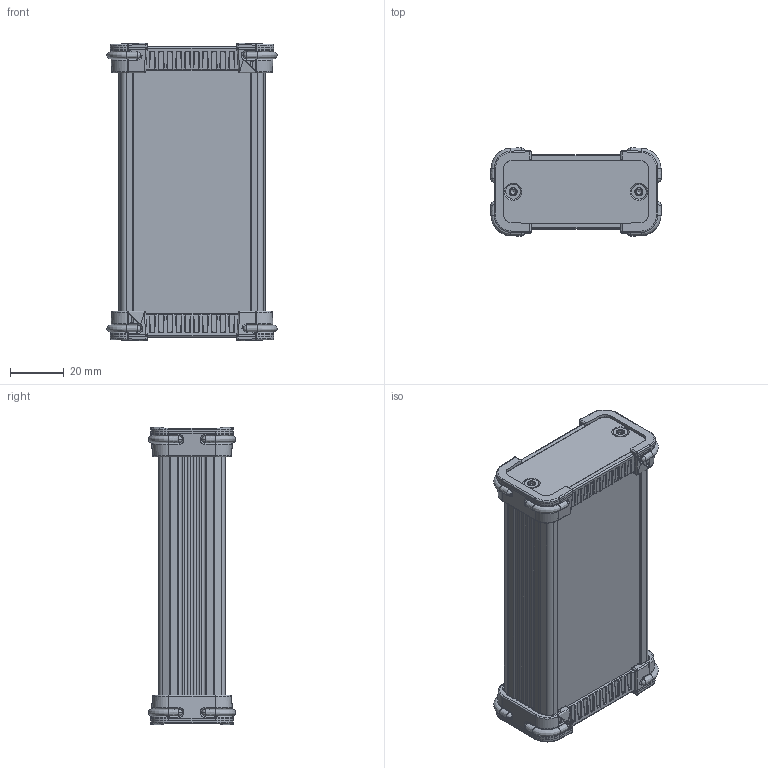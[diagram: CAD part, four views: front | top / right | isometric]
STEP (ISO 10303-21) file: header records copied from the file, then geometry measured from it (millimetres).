
FILE_DESCRIPTION((''),'2;1');
FILE_NAME('FR_55_25_100.stp','2015-02-26T11:00:51',('Lochen'),(''),'Autodesk Inventor 2012','Autodesk Inventor 2012','');
FILE_SCHEMA(('AUTOMOTIVE_DESIGN { 1 0 10303 214 1 1 1 1 }'));
Length unit declared in the file: millimetre
Products named in the file (6): 001033183; 001033184; 001018319; 001018320; 001012374; 001033088
Assembly tree (13 placements, depth 2):
  001033183
    001033184
    001018319  x2
    001018320  x4
    001012374  x2
    001033088  x4
Bounding box: 63.6 x 32.83 x 111.19 mm (x, y, z)
Volume: 44195.2 mm3; surface area: 55246.3 mm2
Topology: 13 solids, 13 shells, 2924 faces, 7740 edges, 4780 vertices
Faces by surface type: bspline 1484, plane 982, cylinder 370, torus 52, cone 36
Full cylindrical faces by diameter (mm): 3 x4, 3.1 x4, 3.4 x4, 5.5 x4
Entity records: 50950 total; most frequent: CARTESIAN_POINT 23599, ORIENTED_EDGE 6362, DIRECTION 4519, EDGE_CURVE 3181, VERTEX_POINT 2005, VECTOR 1629, LINE 1629, AXIS2_PLACEMENT_3D 1445
